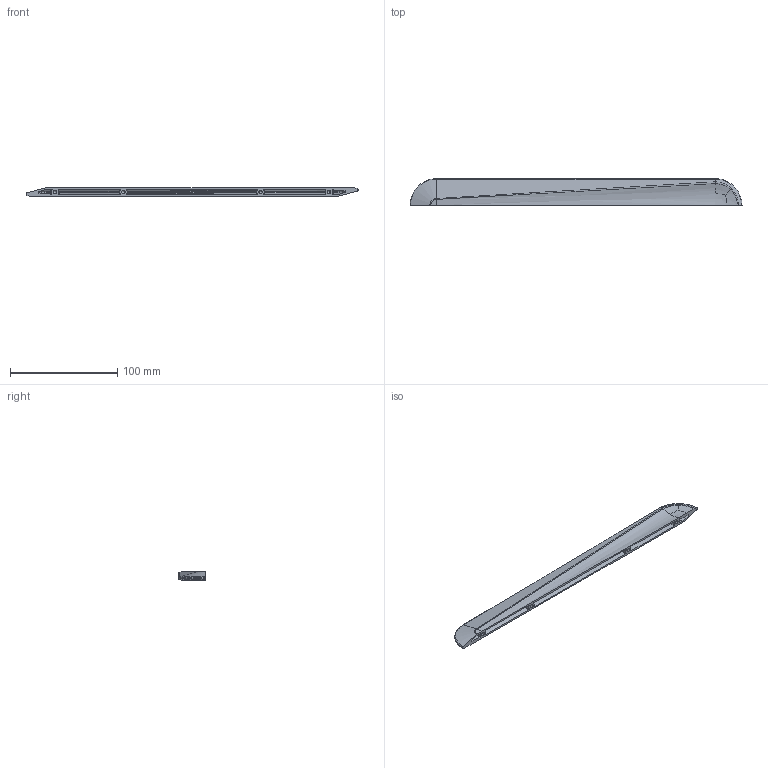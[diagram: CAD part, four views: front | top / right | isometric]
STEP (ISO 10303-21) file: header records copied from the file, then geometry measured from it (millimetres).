
FILE_DESCRIPTION(('Creo Elements/Direct Modeling STEP Export'),'2;1');
FILE_NAME('2208_310.stp','2017-10-03T 8:36:26',(''),(''),'Creo Elements/Direct Modeling STEP processor for AP214 (Solid Model)','Creo Elements/Direct Modeling 20.0 12-Nov-2016 (C) Parametric Technology GmbH','');
FILE_SCHEMA(('AUTOMOTIVE_DESIGN { 1 0 10303 214 1 1 1 1 }'));
Products named in the file (2): Griff.01
Assembly tree (1 placements, depth 2):
  Griff.01
    Griff.01
Bounding box: 310 x 25 x 8 mm (x, y, z)
Volume: 30671 mm3; surface area: 24893.8 mm2
Topology: 1 solids, 1 shells, 192 faces, 462 edges, 277 vertices
Faces by surface type: bspline 114, cylinder 29, plane 17, torus 16, cone 14, extrusion 2
Entity records: 31983 total; most frequent: CARTESIAN_POINT 28578, ORIENTED_EDGE 908, EDGE_CURVE 454, DIRECTION 337, VERTEX_POINT 277, B_SPLINE_CURVE_WITH_KNOTS 231, EDGE_LOOP 205, FACE_OUTER_BOUND 192
